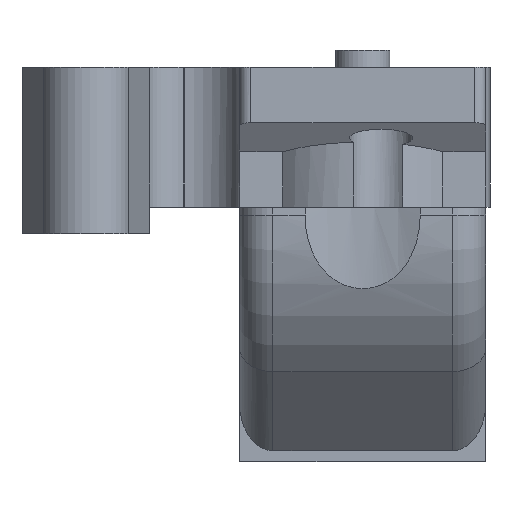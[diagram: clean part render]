
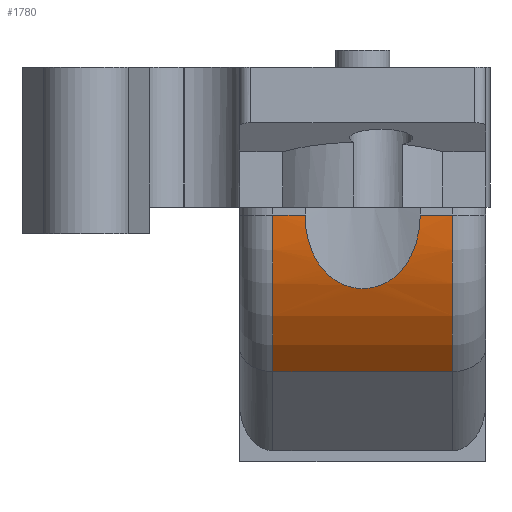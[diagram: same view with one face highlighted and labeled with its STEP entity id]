
A CAD part, front view. The second image highlights one B-rep face of the part: STEP entity #1780.
In plain terms, the highlighted cylindrical face has radius 20 mm (diameter 40 mm), a partial arc.
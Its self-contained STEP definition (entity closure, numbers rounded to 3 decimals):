
#27=B_SPLINE_CURVE_WITH_KNOTS('',3,(#2767,#2768,#2769,#2770,#2771,#2772,
#2773,#2774,#2775,#2776,#2777,#2778,#2779,#2780,#2781,#2782,#2783,#2784,
#2785,#2786,#2787,#2788),.UNSPECIFIED.,.F.,.F.,(4,2,2,2,2,2,2,2,2,2,4),
(0.,0.332,0.498,0.663,0.79,
0.917,1.045,1.172,1.337,1.503,
1.835),.UNSPECIFIED.);
#51=CYLINDRICAL_SURFACE('',#1963,20.);
#164=LINE('',#2884,#316);
#198=LINE('',#2985,#350);
#201=LINE('',#2993,#353);
#316=VECTOR('',#2279,10.);
#350=VECTOR('',#2399,10.);
#353=VECTOR('',#2408,10.);
#507=FACE_OUTER_BOUND('',#623,.T.);
#623=EDGE_LOOP('',(#1479,#1480,#1481,#1482,#1483,#1484));
#739=CIRCLE('',#1964,20.);
#740=CIRCLE('',#1965,20.);
#836=VERTEX_POINT('',#2761);
#838=VERTEX_POINT('',#2765);
#873=VERTEX_POINT('',#2882);
#895=VERTEX_POINT('',#2981);
#897=VERTEX_POINT('',#2984);
#899=VERTEX_POINT('',#2991);
#1017=EDGE_CURVE('',#836,#838,#27,.T.);
#1062=EDGE_CURVE('',#838,#873,#164,.T.);
#1112=EDGE_CURVE('',#897,#895,#198,.T.);
#1115=EDGE_CURVE('',#897,#873,#739,.T.);
#1116=EDGE_CURVE('',#899,#895,#740,.T.);
#1117=EDGE_CURVE('',#899,#836,#201,.T.);
#1479=ORIENTED_EDGE('',*,*,#1017,.T.);
#1480=ORIENTED_EDGE('',*,*,#1062,.T.);
#1481=ORIENTED_EDGE('',*,*,#1115,.F.);
#1482=ORIENTED_EDGE('',*,*,#1112,.T.);
#1483=ORIENTED_EDGE('',*,*,#1116,.F.);
#1484=ORIENTED_EDGE('',*,*,#1117,.T.);
#1780=ADVANCED_FACE('',(#507),#51,.T.);
#1963=AXIS2_PLACEMENT_3D('',#2989,#2402,#2403);
#1964=AXIS2_PLACEMENT_3D('',#2990,#2404,#2405);
#1965=AXIS2_PLACEMENT_3D('',#2992,#2406,#2407);
#2279=DIRECTION('',(-1.,0.,0.));
#2399=DIRECTION('',(1.,0.,0.));
#2402=DIRECTION('center_axis',(-1.,0.,0.));
#2403=DIRECTION('ref_axis',(0.,-0.924,-0.383));
#2404=DIRECTION('center_axis',(-1.,0.,0.));
#2405=DIRECTION('ref_axis',(0.,-0.924,-0.383));
#2406=DIRECTION('center_axis',(1.,0.,0.));
#2407=DIRECTION('ref_axis',(0.,-0.924,-0.383));
#2408=DIRECTION('',(-1.,0.,0.));
#2761=CARTESIAN_POINT('',(5.285,43.866,-25.147));
#2765=CARTESIAN_POINT('',(-5.12,43.866,-25.147));
#2767=CARTESIAN_POINT('Ctrl Pts',(5.285,43.866,-25.147));
#2768=CARTESIAN_POINT('Ctrl Pts',(5.285,43.866,-26.252));
#2769=CARTESIAN_POINT('Ctrl Pts',(5.078,43.969,-27.428));
#2770=CARTESIAN_POINT('Ctrl Pts',(4.406,44.231,-28.987));
#2771=CARTESIAN_POINT('Ctrl Pts',(4.122,44.335,-29.474));
#2772=CARTESIAN_POINT('Ctrl Pts',(3.439,44.546,-30.337));
#2773=CARTESIAN_POINT('Ctrl Pts',(3.04,44.654,-30.714));
#2774=CARTESIAN_POINT('Ctrl Pts',(2.239,44.818,-31.247));
#2775=CARTESIAN_POINT('Ctrl Pts',(1.829,44.885,-31.451));
#2776=CARTESIAN_POINT('Ctrl Pts',(0.962,44.977,-31.72));
#2777=CARTESIAN_POINT('Ctrl Pts',(0.506,45.,-31.786));
#2778=CARTESIAN_POINT('Ctrl Pts',(-0.341,45.,-31.786));
#2779=CARTESIAN_POINT('Ctrl Pts',(-0.798,44.977,-31.72));
#2780=CARTESIAN_POINT('Ctrl Pts',(-1.664,44.885,-31.451));
#2781=CARTESIAN_POINT('Ctrl Pts',(-2.075,44.818,-31.247));
#2782=CARTESIAN_POINT('Ctrl Pts',(-2.876,44.654,-30.714));
#2783=CARTESIAN_POINT('Ctrl Pts',(-3.275,44.546,-30.337));
#2784=CARTESIAN_POINT('Ctrl Pts',(-3.958,44.335,-29.474));
#2785=CARTESIAN_POINT('Ctrl Pts',(-4.241,44.231,-28.987));
#2786=CARTESIAN_POINT('Ctrl Pts',(-4.913,43.969,-27.428));
#2787=CARTESIAN_POINT('Ctrl Pts',(-5.12,43.866,-26.252));
#2788=CARTESIAN_POINT('Ctrl Pts',(-5.12,43.866,-25.147));
#2882=CARTESIAN_POINT('',(-8.018,43.866,-25.147));
#2884=CARTESIAN_POINT('',(-1.669,43.866,-25.147));
#2981=CARTESIAN_POINT('',(8.182,49.724,-39.289));
#2984=CARTESIAN_POINT('',(-8.018,49.724,-39.289));
#2985=CARTESIAN_POINT('',(-1.669,49.724,-39.289));
#2989=CARTESIAN_POINT('Origin',(-1.669,63.866,-25.147));
#2990=CARTESIAN_POINT('Origin',(-8.018,63.866,-25.147));
#2991=CARTESIAN_POINT('',(8.182,43.866,-25.147));
#2992=CARTESIAN_POINT('Origin',(8.182,63.866,-25.147));
#2993=CARTESIAN_POINT('',(-1.669,43.866,-25.147));
